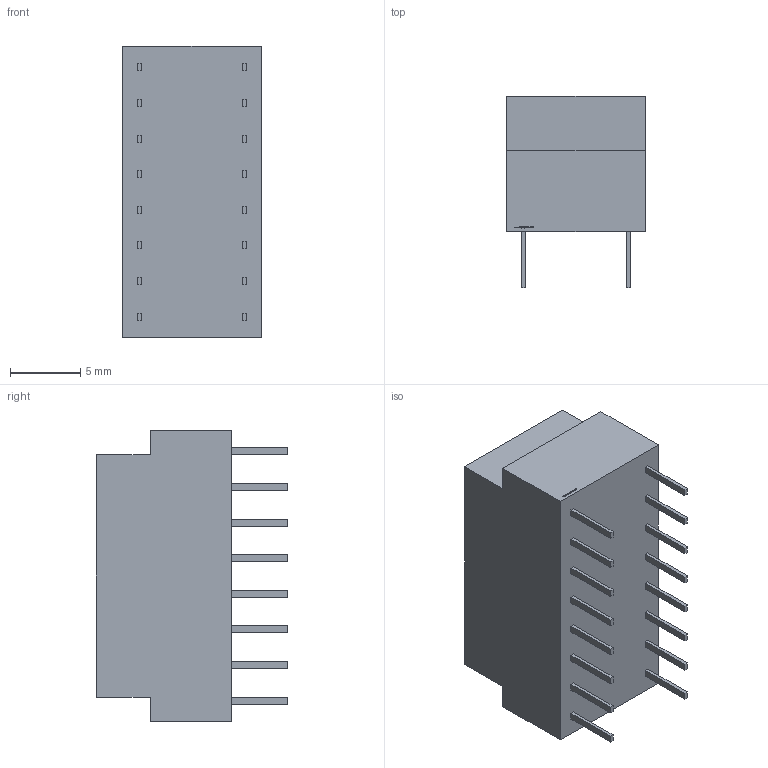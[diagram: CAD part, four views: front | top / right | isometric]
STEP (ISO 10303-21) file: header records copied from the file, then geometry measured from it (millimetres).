
FILE_DESCRIPTION (( 'STEP AP214' ), '1' );
FILE_NAME ('PSX39-21.STEP', '2008-09-07T15:48:53', ( '' ), ( '' ), 'SwSTEP 2.0', 'SolidWorks 2008', '' );
FILE_SCHEMA (( 'AUTOMOTIVE_DESIGN' ));
Length unit declared in the file: millimetre
Products named in the file (1): PSX39-21
Bounding box: 9.91 x 13.65 x 20.83 mm (x, y, z)
Volume: 1861.6 mm3; surface area: 1080.7 mm2
Topology: 1 solids, 1 shells, 465 faces, 1212 edges, 808 vertices
Faces by surface type: plane 347, bspline 116, cylinder 2
Entity records: 22772 total; most frequent: CARTESIAN_POINT 8874, ORIENTED_EDGE 2424, DIRECTION 1684, EDGE_CURVE 1212, VECTOR 976, LINE 976, VERTEX_POINT 808, EDGE_LOOP 524
